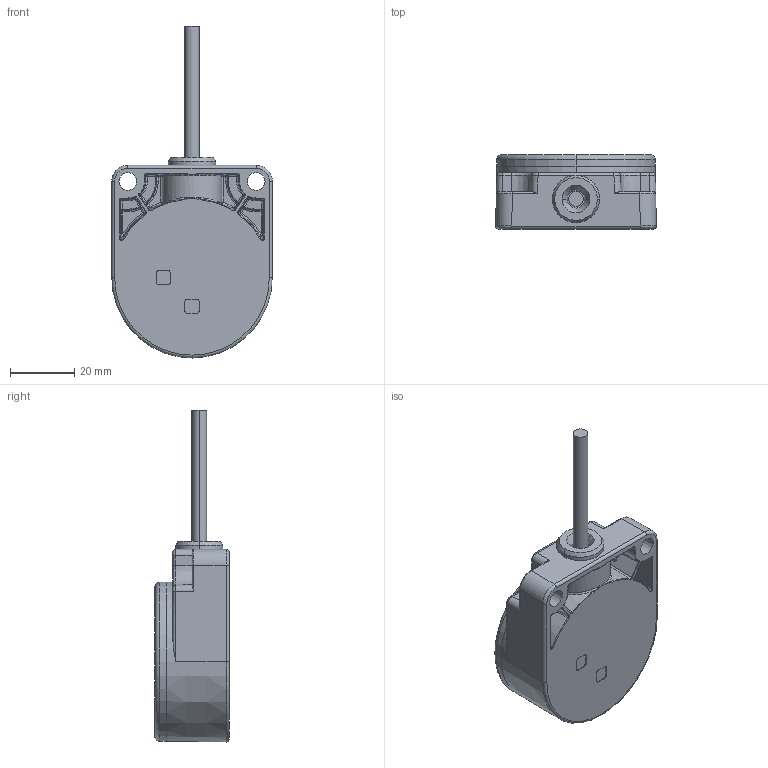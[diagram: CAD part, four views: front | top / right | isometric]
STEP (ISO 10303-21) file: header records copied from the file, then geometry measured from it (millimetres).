
FILE_DESCRIPTION((''),'2;1');
FILE_NAME('181334_ASM','2014-07-03T',('pdmadmin'),(''),'PRO/ENGINEER BY PARAMETRIC TECHNOLOGY CORPORATION, 2013230','PRO/ENGINEER BY PARAMETRIC TECHNOLOGY CORPORATION, 2013230','');
FILE_SCHEMA(('CONFIG_CONTROL_DESIGN'));
Products named in the file (7): 148240; 32626; 144047_AF0; 179056_AF0_ASM; 147165; 147108; 181334_ASM
Assembly tree (6 placements, depth 3):
  181334_ASM
    179056_AF0_ASM
      148240
      32626
      144047_AF0
    147165
    147108
Bounding box: 49.97 x 23.1 x 103.38 mm (x, y, z)
Volume: 26641.2 mm3; surface area: 22209.9 mm2
Topology: 5 solids, 5 shells, 714 faces, 1764 edges, 1083 vertices
Faces by surface type: cylinder 288, plane 207, bspline 90, torus 55, cone 38, sphere 34, extrusion 2
Entity records: 25752 total; most frequent: CARTESIAN_POINT 8847, DIRECTION 3589, ORIENTED_EDGE 3528, EDGE_CURVE 1764, AXIS2_PLACEMENT_3D 1392, VERTEX_POINT 1083, VECTOR 805, LINE 803
